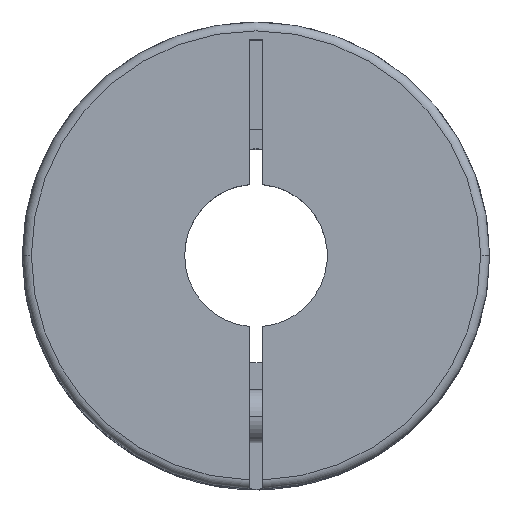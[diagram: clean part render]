
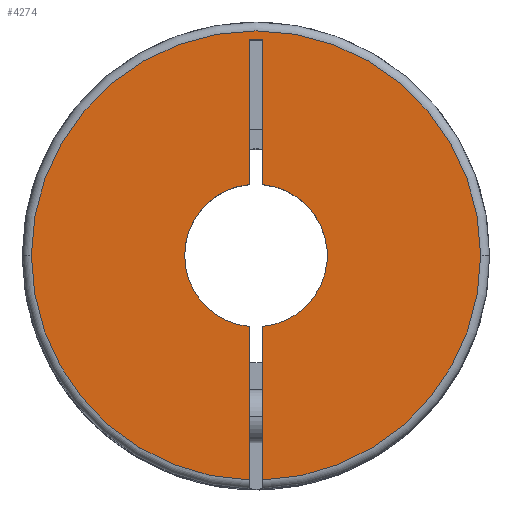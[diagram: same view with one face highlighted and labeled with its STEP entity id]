
A CAD part, top view. The second image highlights one B-rep face of the part: STEP entity #4274.
In plain terms, the highlighted planar face has unit normal (0, 0, 1).
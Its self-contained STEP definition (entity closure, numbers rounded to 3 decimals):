
#26 = DIRECTION ( 'NONE',  ( 0., -1., 0. ) ) ;
#49 = LINE ( 'NONE', #2335, #4173 ) ;
#80 = CARTESIAN_POINT ( 'NONE',  ( 0.375, 12.1, 0. ) ) ;
#108 = AXIS2_PLACEMENT_3D ( 'NONE', #2670, #3381, #3991 ) ;
#118 = VERTEX_POINT ( 'NONE', #3449 ) ;
#125 = DIRECTION ( 'NONE',  ( -1., 0., 0. ) ) ;
#179 = ORIENTED_EDGE ( 'NONE', *, *, #3069, .F. ) ;
#263 = ORIENTED_EDGE ( 'NONE', *, *, #3234, .T. ) ;
#323 = ORIENTED_EDGE ( 'NONE', *, *, #3789, .F. ) ;
#341 = CARTESIAN_POINT ( 'NONE',  ( -0.375, 12.1, 0. ) ) ;
#385 = AXIS2_PLACEMENT_3D ( 'NONE', #1066, #697, #3740 ) ;
#391 = CARTESIAN_POINT ( 'NONE',  ( -0.375, 3.982, 0. ) ) ;
#457 = CARTESIAN_POINT ( 'NONE',  ( 0., 0., 0. ) ) ;
#469 = AXIS2_PLACEMENT_3D ( 'NONE', #457, #3469, #3103 ) ;
#473 = LINE ( 'NONE', #80, #600 ) ;
#600 = VECTOR ( 'NONE', #125, 1000. ) ;
#649 = CARTESIAN_POINT ( 'NONE',  ( -12.6, 0., 0. ) ) ;
#697 = DIRECTION ( 'NONE',  ( 0., 0., -1. ) ) ;
#737 = VERTEX_POINT ( 'NONE', #391 ) ;
#740 = DIRECTION ( 'NONE',  ( 0., 0., -1. ) ) ;
#817 = EDGE_CURVE ( 'NONE', #2807, #1812, #49, .T. ) ;
#878 = VECTOR ( 'NONE', #1695, 1000. ) ;
#911 = CARTESIAN_POINT ( 'NONE',  ( 0.375, 12.1, 0. ) ) ;
#930 = DIRECTION ( 'NONE',  ( 0., 1., 0. ) ) ;
#937 = AXIS2_PLACEMENT_3D ( 'NONE', #1580, #4211, #3237 ) ;
#988 = CARTESIAN_POINT ( 'NONE',  ( 0.375, 3.982, 0. ) ) ;
#1033 = LINE ( 'NONE', #2986, #878 ) ;
#1066 = CARTESIAN_POINT ( 'NONE',  ( 0., 0., 0. ) ) ;
#1165 = ORIENTED_EDGE ( 'NONE', *, *, #2435, .T. ) ;
#1197 = ORIENTED_EDGE ( 'NONE', *, *, #817, .F. ) ;
#1225 = AXIS2_PLACEMENT_3D ( 'NONE', #3342, #740, #1402 ) ;
#1228 = DIRECTION ( 'NONE',  ( -1., 0., 0. ) ) ;
#1272 = CARTESIAN_POINT ( 'NONE',  ( 0., 0., 0. ) ) ;
#1309 = CARTESIAN_POINT ( 'NONE',  ( 0.375, -13.1, 0. ) ) ;
#1402 = DIRECTION ( 'NONE',  ( -1., 0., 0. ) ) ;
#1504 = CIRCLE ( 'NONE', #1225, 12.6 ) ;
#1547 = CARTESIAN_POINT ( 'NONE',  ( -0.375, -3.982, 0. ) ) ;
#1580 = CARTESIAN_POINT ( 'NONE',  ( 0., 0., 0. ) ) ;
#1636 = LINE ( 'NONE', #1309, #2222 ) ;
#1680 = CARTESIAN_POINT ( 'NONE',  ( 0.375, -3.982, 0. ) ) ;
#1695 = DIRECTION ( 'NONE',  ( 0., 1., 0. ) ) ;
#1757 = EDGE_CURVE ( 'NONE', #2807, #118, #3070, .T. ) ;
#1812 = VERTEX_POINT ( 'NONE', #2225 ) ;
#1888 = ORIENTED_EDGE ( 'NONE', *, *, #1757, .T. ) ;
#1984 = CIRCLE ( 'NONE', #108, 12.6 ) ;
#2007 = LINE ( 'NONE', #341, #3762 ) ;
#2093 = VERTEX_POINT ( 'NONE', #3360 ) ;
#2157 = EDGE_CURVE ( 'NONE', #2952, #3987, #1984, .T. ) ;
#2222 = VECTOR ( 'NONE', #930, 1000. ) ;
#2225 = CARTESIAN_POINT ( 'NONE',  ( -0.375, -12.594, 0. ) ) ;
#2335 = CARTESIAN_POINT ( 'NONE',  ( -0.375, 12.1, 0. ) ) ;
#2345 = CIRCLE ( 'NONE', #469, 4. ) ;
#2394 = AXIS2_PLACEMENT_3D ( 'NONE', #3174, #2867, #1228 ) ;
#2408 = VERTEX_POINT ( 'NONE', #3116 ) ;
#2435 = EDGE_CURVE ( 'NONE', #3383, #3064, #4053, .T. ) ;
#2548 = ORIENTED_EDGE ( 'NONE', *, *, #2157, .F. ) ;
#2654 = CARTESIAN_POINT ( 'NONE',  ( 12.6, 0., 0. ) ) ;
#2670 = CARTESIAN_POINT ( 'NONE',  ( 0., 0., 0. ) ) ;
#2767 = ORIENTED_EDGE ( 'NONE', *, *, #4083, .F. ) ;
#2807 = VERTEX_POINT ( 'NONE', #1547 ) ;
#2867 = DIRECTION ( 'NONE',  ( 0., 0., -1. ) ) ;
#2918 = EDGE_CURVE ( 'NONE', #3383, #3867, #1636, .T. ) ;
#2934 = DIRECTION ( 'NONE',  ( 0., 0., -1. ) ) ;
#2936 = FACE_OUTER_BOUND ( 'NONE', #3690, .T. ) ;
#2952 = VERTEX_POINT ( 'NONE', #649 ) ;
#2986 = CARTESIAN_POINT ( 'NONE',  ( 0.375, -13.1, 0. ) ) ;
#3064 = VERTEX_POINT ( 'NONE', #1680 ) ;
#3069 = EDGE_CURVE ( 'NONE', #2408, #737, #2007, .T. ) ;
#3070 = CIRCLE ( 'NONE', #4039, 4. ) ;
#3093 = CIRCLE ( 'NONE', #385, 12.6 ) ;
#3103 = DIRECTION ( 'NONE',  ( -1., 0., 0. ) ) ;
#3116 = CARTESIAN_POINT ( 'NONE',  ( -0.375, 12.1, 0. ) ) ;
#3137 = ORIENTED_EDGE ( 'NONE', *, *, #2918, .F. ) ;
#3174 = CARTESIAN_POINT ( 'NONE',  ( 0., 0., 0. ) ) ;
#3234 = EDGE_CURVE ( 'NONE', #118, #737, #2345, .T. ) ;
#3237 = DIRECTION ( 'NONE',  ( 0., -1., 0. ) ) ;
#3342 = CARTESIAN_POINT ( 'NONE',  ( 0., 0., 0. ) ) ;
#3360 = CARTESIAN_POINT ( 'NONE',  ( 0.375, -12.594, 0. ) ) ;
#3381 = DIRECTION ( 'NONE',  ( 0., 0., -1. ) ) ;
#3383 = VERTEX_POINT ( 'NONE', #988 ) ;
#3417 = EDGE_CURVE ( 'NONE', #2093, #3064, #1033, .T. ) ;
#3449 = CARTESIAN_POINT ( 'NONE',  ( -4., 0., 0. ) ) ;
#3469 = DIRECTION ( 'NONE',  ( 0., 0., -1. ) ) ;
#3690 = EDGE_LOOP ( 'NONE', ( #4010, #1197, #1888, #263, #179, #323, #3137, #1165, #4151, #2767, #2548 ) ) ;
#3740 = DIRECTION ( 'NONE',  ( -1., 0., 0. ) ) ;
#3762 = VECTOR ( 'NONE', #3990, 1000. ) ;
#3789 = EDGE_CURVE ( 'NONE', #3867, #2408, #473, .T. ) ;
#3867 = VERTEX_POINT ( 'NONE', #911 ) ;
#3909 = DIRECTION ( 'NONE',  ( -1., 0., 0. ) ) ;
#3987 = VERTEX_POINT ( 'NONE', #2654 ) ;
#3990 = DIRECTION ( 'NONE',  ( 0., -1., 0. ) ) ;
#3991 = DIRECTION ( 'NONE',  ( -1., 0., 0. ) ) ;
#4010 = ORIENTED_EDGE ( 'NONE', *, *, #4036, .F. ) ;
#4036 = EDGE_CURVE ( 'NONE', #1812, #2952, #3093, .T. ) ;
#4039 = AXIS2_PLACEMENT_3D ( 'NONE', #1272, #2934, #3909 ) ;
#4053 = CIRCLE ( 'NONE', #2394, 4. ) ;
#4083 = EDGE_CURVE ( 'NONE', #3987, #2093, #1504, .T. ) ;
#4151 = ORIENTED_EDGE ( 'NONE', *, *, #3417, .F. ) ;
#4173 = VECTOR ( 'NONE', #26, 1000. ) ;
#4211 = DIRECTION ( 'NONE',  ( 0., 0., -1. ) ) ;
#4252 = PLANE ( 'NONE',  #937 ) ;
#4274 = ADVANCED_FACE ( 'NONE', ( #2936 ), #4252, .F. ) ;
